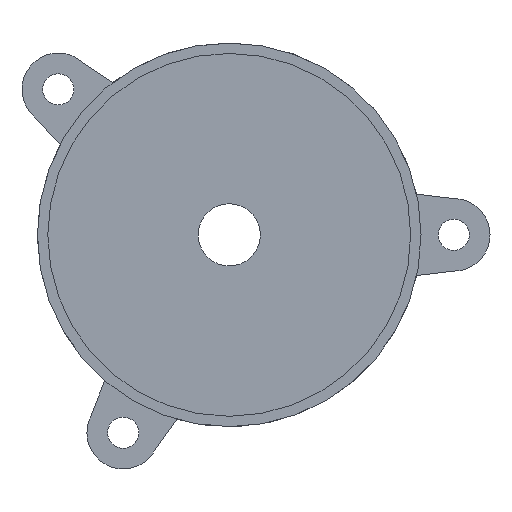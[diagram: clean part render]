
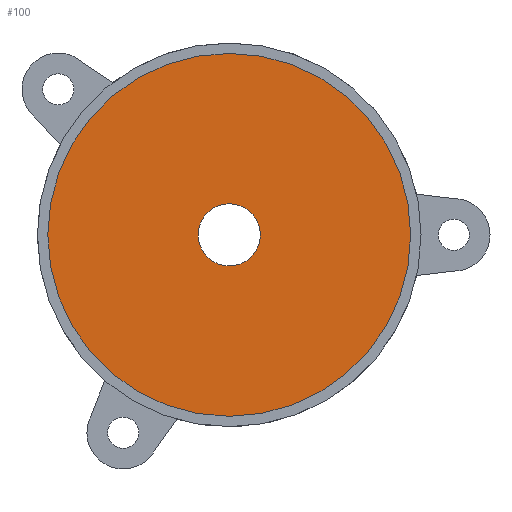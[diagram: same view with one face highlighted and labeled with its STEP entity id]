
A CAD part, left-side view. The second image highlights one B-rep face of the part: STEP entity #100.
In plain terms, the highlighted planar face has unit normal (-1, 0, 0).
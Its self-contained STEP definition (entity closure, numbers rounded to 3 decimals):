
#25 = VERTEX_POINT ( 'NONE', #121 ) ;
#50 = DIRECTION ( 'NONE',  ( 0., 0., -1. ) ) ;
#90 = ORIENTED_EDGE ( 'NONE', *, *, #903, .F. ) ;
#99 = CARTESIAN_POINT ( 'NONE',  ( -55.5, 0., 0. ) ) ;
#100 = ADVANCED_FACE ( 'NONE', ( #754, #457 ), #645, .F. ) ;
#113 = VERTEX_POINT ( 'NONE', #1041 ) ;
#121 = CARTESIAN_POINT ( 'NONE',  ( -55.5, 0., 3. ) ) ;
#123 = CIRCLE ( 'NONE', #883, 3. ) ;
#242 = ORIENTED_EDGE ( 'NONE', *, *, #303, .T. ) ;
#267 = CIRCLE ( 'NONE', #532, 17.5 ) ;
#289 = EDGE_LOOP ( 'NONE', ( #578, #90 ) ) ;
#303 = EDGE_CURVE ( 'NONE', #1096, #25, #719, .T. ) ;
#305 = EDGE_LOOP ( 'NONE', ( #242, #771 ) ) ;
#365 = AXIS2_PLACEMENT_3D ( 'NONE', #852, #463, #50 ) ;
#449 = CIRCLE ( 'NONE', #591, 17.5 ) ;
#456 = CARTESIAN_POINT ( 'NONE',  ( -55.5, 0., 0. ) ) ;
#457 = FACE_OUTER_BOUND ( 'NONE', #289, .T. ) ;
#462 = DIRECTION ( 'NONE',  ( 1., 0., 0. ) ) ;
#463 = DIRECTION ( 'NONE',  ( 1., 0., 0. ) ) ;
#532 = AXIS2_PLACEMENT_3D ( 'NONE', #456, #1027, #550 ) ;
#550 = DIRECTION ( 'NONE',  ( 0., 0., -1. ) ) ;
#552 = EDGE_CURVE ( 'NONE', #25, #1096, #123, .T. ) ;
#578 = ORIENTED_EDGE ( 'NONE', *, *, #849, .F. ) ;
#591 = AXIS2_PLACEMENT_3D ( 'NONE', #735, #462, #747 ) ;
#622 = VERTEX_POINT ( 'NONE', #1164 ) ;
#645 = PLANE ( 'NONE',  #365 ) ;
#719 = CIRCLE ( 'NONE', #1047, 3. ) ;
#735 = CARTESIAN_POINT ( 'NONE',  ( -55.5, 0., 0. ) ) ;
#747 = DIRECTION ( 'NONE',  ( 0., 0., -1. ) ) ;
#754 = FACE_BOUND ( 'NONE', #305, .T. ) ;
#764 = CARTESIAN_POINT ( 'NONE',  ( -55.5, 0., -3. ) ) ;
#771 = ORIENTED_EDGE ( 'NONE', *, *, #552, .T. ) ;
#773 = DIRECTION ( 'NONE',  ( 1., 0., 0. ) ) ;
#849 = EDGE_CURVE ( 'NONE', #113, #622, #449, .T. ) ;
#852 = CARTESIAN_POINT ( 'NONE',  ( -55.5, 0., 0. ) ) ;
#883 = AXIS2_PLACEMENT_3D ( 'NONE', #99, #1157, #970 ) ;
#903 = EDGE_CURVE ( 'NONE', #622, #113, #267, .T. ) ;
#970 = DIRECTION ( 'NONE',  ( 0., 0., -1. ) ) ;
#1027 = DIRECTION ( 'NONE',  ( 1., 0., 0. ) ) ;
#1041 = CARTESIAN_POINT ( 'NONE',  ( -55.5, 0., 17.5 ) ) ;
#1047 = AXIS2_PLACEMENT_3D ( 'NONE', #1085, #773, #1078 ) ;
#1078 = DIRECTION ( 'NONE',  ( 0., 0., -1. ) ) ;
#1085 = CARTESIAN_POINT ( 'NONE',  ( -55.5, 0., 0. ) ) ;
#1096 = VERTEX_POINT ( 'NONE', #764 ) ;
#1157 = DIRECTION ( 'NONE',  ( 1., 0., 0. ) ) ;
#1164 = CARTESIAN_POINT ( 'NONE',  ( -55.5, 0., -17.5 ) ) ;
